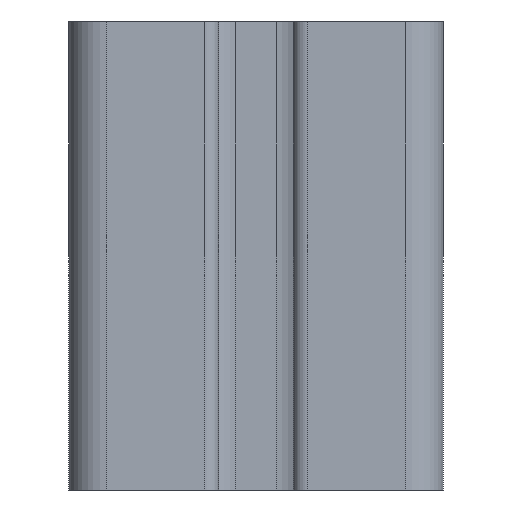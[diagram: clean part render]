
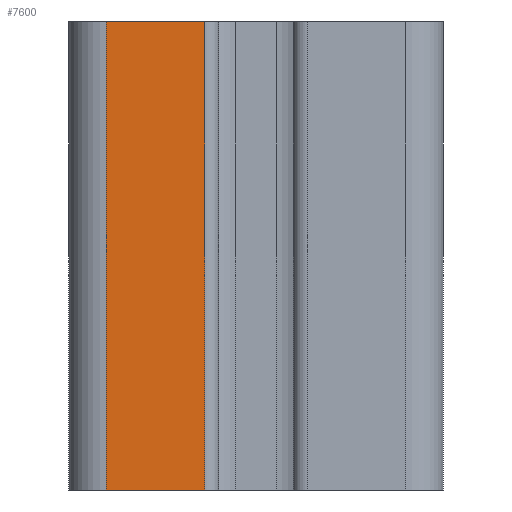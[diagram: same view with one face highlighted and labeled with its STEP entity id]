
A CAD part, left-side view. The second image highlights one B-rep face of the part: STEP entity #7600.
In plain terms, the highlighted planar face has unit normal (-1, 0, 0).
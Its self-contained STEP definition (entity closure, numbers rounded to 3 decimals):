
#312 = VERTEX_POINT ( 'NONE', #3838 ) ;
#531 = DIRECTION ( 'NONE',  ( 0., 0., -1. ) ) ;
#675 = DIRECTION ( 'NONE',  ( 1., 0., 0. ) ) ;
#694 = DIRECTION ( 'NONE',  ( 0., 0., -1. ) ) ;
#712 = EDGE_CURVE ( 'NONE', #5289, #3789, #2177, .T. ) ;
#910 = ORIENTED_EDGE ( 'NONE', *, *, #6047, .F. ) ;
#1139 = ORIENTED_EDGE ( 'NONE', *, *, #4866, .T. ) ;
#1330 = LINE ( 'NONE', #1899, #4375 ) ;
#1358 = VECTOR ( 'NONE', #4293, 1000. ) ;
#1500 = VECTOR ( 'NONE', #531, 1000. ) ;
#1560 = CARTESIAN_POINT ( 'NONE',  ( -80., 5.5, 25. ) ) ;
#1650 = CARTESIAN_POINT ( 'NONE',  ( -80., 5.5, -25. ) ) ;
#1746 = FACE_OUTER_BOUND ( 'NONE', #2635, .T. ) ;
#1899 = CARTESIAN_POINT ( 'NONE',  ( -80., 16., -25. ) ) ;
#1910 = ORIENTED_EDGE ( 'NONE', *, *, #5490, .T. ) ;
#1948 = LINE ( 'NONE', #3532, #5238 ) ;
#2177 = LINE ( 'NONE', #7473, #1500 ) ;
#2635 = EDGE_LOOP ( 'NONE', ( #1139, #5677, #910, #1910 ) ) ;
#3259 = LINE ( 'NONE', #5621, #1358 ) ;
#3521 = DIRECTION ( 'NONE',  ( 0., -1., 0. ) ) ;
#3532 = CARTESIAN_POINT ( 'NONE',  ( -80., 16., 25. ) ) ;
#3789 = VERTEX_POINT ( 'NONE', #1650 ) ;
#3838 = CARTESIAN_POINT ( 'NONE',  ( -80., 16., -25. ) ) ;
#4293 = DIRECTION ( 'NONE',  ( 0., -1., 0. ) ) ;
#4375 = VECTOR ( 'NONE', #3521, 1000. ) ;
#4866 = EDGE_CURVE ( 'NONE', #312, #3789, #1330, .T. ) ;
#5037 = CARTESIAN_POINT ( 'NONE',  ( -80., 16., 25. ) ) ;
#5238 = VECTOR ( 'NONE', #694, 1000. ) ;
#5282 = DIRECTION ( 'NONE',  ( 0., 1., 0. ) ) ;
#5288 = AXIS2_PLACEMENT_3D ( 'NONE', #5397, #675, #5282 ) ;
#5289 = VERTEX_POINT ( 'NONE', #1560 ) ;
#5397 = CARTESIAN_POINT ( 'NONE',  ( -80., 16., 25. ) ) ;
#5490 = EDGE_CURVE ( 'NONE', #6953, #312, #1948, .T. ) ;
#5621 = CARTESIAN_POINT ( 'NONE',  ( -80., 16., 25. ) ) ;
#5677 = ORIENTED_EDGE ( 'NONE', *, *, #712, .F. ) ;
#6017 = PLANE ( 'NONE',  #5288 ) ;
#6047 = EDGE_CURVE ( 'NONE', #6953, #5289, #3259, .T. ) ;
#6953 = VERTEX_POINT ( 'NONE', #5037 ) ;
#7473 = CARTESIAN_POINT ( 'NONE',  ( -80., 5.5, 25. ) ) ;
#7600 = ADVANCED_FACE ( 'NONE', ( #1746 ), #6017, .F. ) ;
